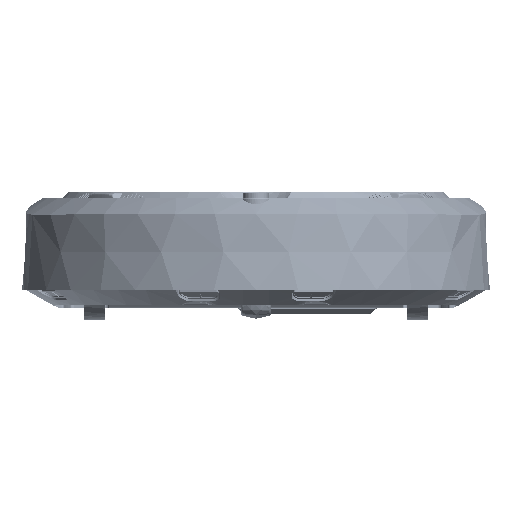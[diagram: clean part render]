
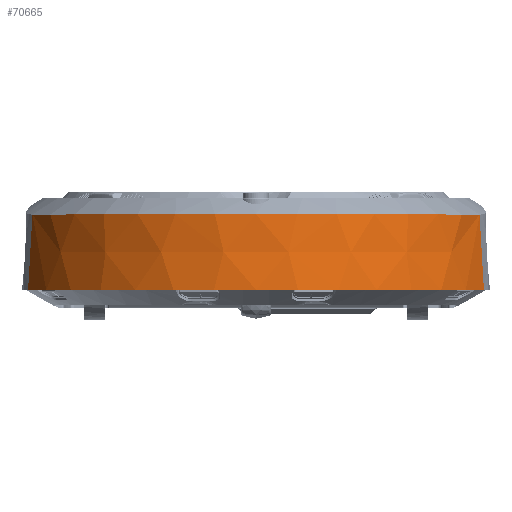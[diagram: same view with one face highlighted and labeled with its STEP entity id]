
A CAD part, top view. The second image highlights one B-rep face of the part: STEP entity #70665.
In plain terms, the highlighted conical face has half-angle 3 degrees and reference radius 177.561 mm.
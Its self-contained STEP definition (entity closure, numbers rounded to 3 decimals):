
#916=CONICAL_SURFACE('',#75667,177.561,0.052);
#5285=FACE_OUTER_BOUND('',#9593,.T.);
#9593=EDGE_LOOP('',(#51708,#51709,#51710,#51711));
#14787=B_SPLINE_CURVE_WITH_KNOTS('',3,(#132599,#132600,#132601,#132602),
 .UNSPECIFIED.,.F.,.F.,(4,4),(-13.25,-7.743),
 .UNSPECIFIED.);
#14791=B_SPLINE_CURVE_WITH_KNOTS('',3,(#132622,#132623,#132624,#132625),
 .UNSPECIFIED.,.F.,.F.,(4,4),(-12.618,-7.11),
 .UNSPECIFIED.);
#27098=CIRCLE('',#75668,174.368);
#27099=CIRCLE('',#75669,177.25);
#31142=VERTEX_POINT('',#132560);
#31143=VERTEX_POINT('',#132598);
#31146=VERTEX_POINT('',#132620);
#31147=VERTEX_POINT('',#132621);
#38839=EDGE_CURVE('',#31142,#31143,#14787,.T.);
#38843=EDGE_CURVE('',#31146,#31147,#14791,.T.);
#38844=EDGE_CURVE('',#31143,#31146,#27098,.T.);
#38845=EDGE_CURVE('',#31147,#31142,#27099,.F.);
#51708=ORIENTED_EDGE('',*,*,#38843,.F.);
#51709=ORIENTED_EDGE('',*,*,#38844,.F.);
#51710=ORIENTED_EDGE('',*,*,#38839,.F.);
#51711=ORIENTED_EDGE('',*,*,#38845,.F.);
#70665=ADVANCED_FACE('',(#5285),#916,.T.);
#75667=AXIS2_PLACEMENT_3D('',#132619,#84879,#84880);
#75668=AXIS2_PLACEMENT_3D('',#132626,#84881,#84882);
#75669=AXIS2_PLACEMENT_3D('',#132627,#84883,#84884);
#84879=DIRECTION('center_axis',(0.,-1.,0.));
#84880=DIRECTION('ref_axis',(-0.972,0.,0.234));
#84881=DIRECTION('center_axis',(0.,1.,0.));
#84882=DIRECTION('ref_axis',(-0.972,0.,0.234));
#84883=DIRECTION('center_axis',(0.,1.,0.));
#84884=DIRECTION('ref_axis',(-0.972,0.,0.234));
#132560=CARTESIAN_POINT('',(-165.931,-16.015,62.327));
#132598=CARTESIAN_POINT('',(-162.796,38.983,62.464));
#132599=CARTESIAN_POINT('Ctrl Pts',(-165.931,-16.015,
62.327));
#132600=CARTESIAN_POINT('Ctrl Pts',(-164.888,2.318,
62.372));
#132601=CARTESIAN_POINT('Ctrl Pts',(-163.843,20.65,
62.417));
#132602=CARTESIAN_POINT('Ctrl Pts',(-162.796,38.983,
62.464));
#132619=CARTESIAN_POINT('Origin',(0.,-21.948,0.));
#132620=CARTESIAN_POINT('',(162.796,38.983,62.464));
#132621=CARTESIAN_POINT('',(165.931,-16.015,62.327));
#132622=CARTESIAN_POINT('Ctrl Pts',(162.796,38.983,62.464));
#132623=CARTESIAN_POINT('Ctrl Pts',(163.843,20.65,62.417));
#132624=CARTESIAN_POINT('Ctrl Pts',(164.888,2.318,62.372));
#132625=CARTESIAN_POINT('Ctrl Pts',(165.931,-16.015,
62.327));
#132626=CARTESIAN_POINT('Origin',(0.,38.983,0.));
#132627=CARTESIAN_POINT('Origin',(0.,-16.015,0.));
